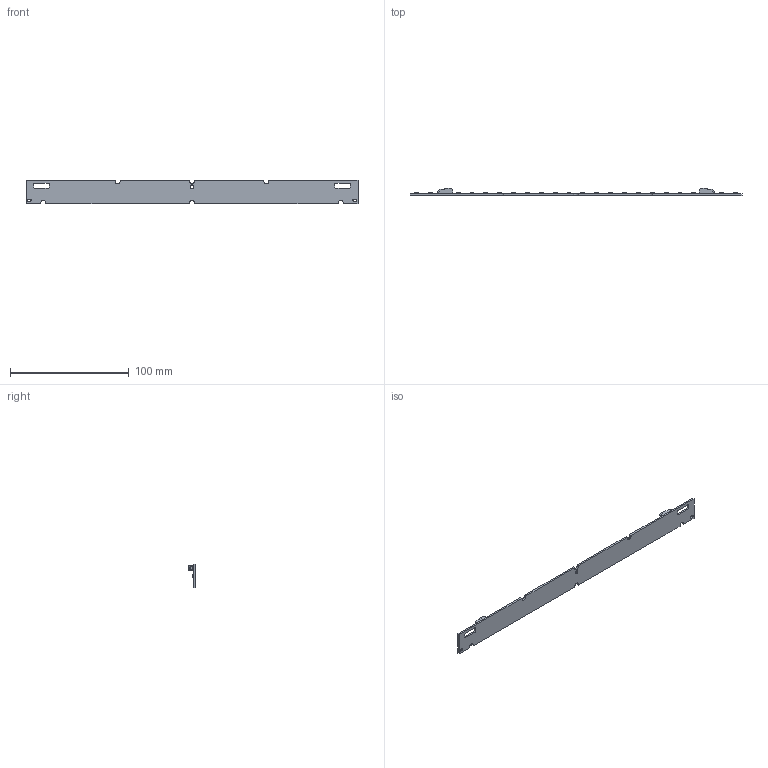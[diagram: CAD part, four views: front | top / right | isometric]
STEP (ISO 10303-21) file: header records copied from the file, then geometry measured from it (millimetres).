
FILE_DESCRIPTION (( 'STEP AP214' ), '1' );
FILE_NAME ('WU-M-602 TC.STEP', '2018-03-01T10:45:03', ( 'Admin' ), ( 'Microsoft' ), 'SwSTEP 2.0', 'SolidWorks 2017', '' );
FILE_SCHEMA (( 'AUTOMOTIVE_DESIGN' ));
Length unit declared in the file: millimetre
Products named in the file (4): 2060-451; STW8A12D; WU-M-602 PCB-Base; WU-M-602 TC
Assembly tree (27 placements, depth 2):
  WU-M-602 TC
    WU-M-602 PCB-Base
    STW8A12D  x24
    2060-451  x2
Bounding box: 279 x 6.05 x 20 mm (x, y, z)
Volume: 8537.7 mm3; surface area: 13194.6 mm2
Topology: 27 solids, 27 shells, 3075 faces, 8881 edges, 6111 vertices
Faces by surface type: plane 2129, bspline 701, cylinder 245
Entity records: 103266 total; most frequent: CARTESIAN_POINT 40214, ORIENTED_EDGE 10302, DIRECTION 6389, EDGE_CURVE 5151, VECTOR 3453, LINE 3453, VERTEX_POINT 3441, EDGE_LOOP 2084
